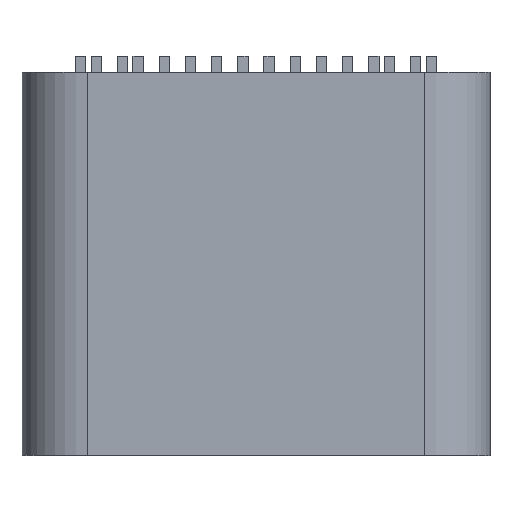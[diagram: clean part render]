
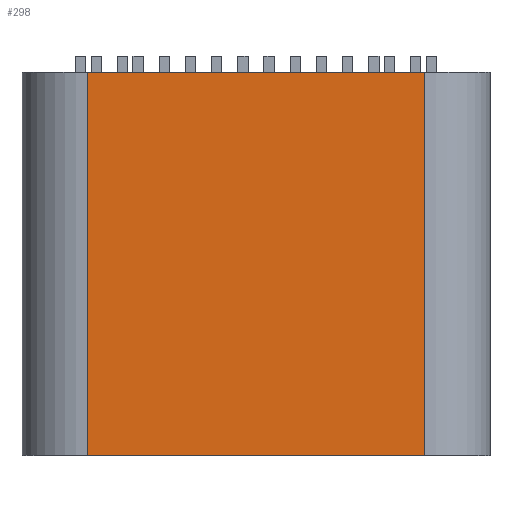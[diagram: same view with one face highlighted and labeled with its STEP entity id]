
A CAD part, top view. The second image highlights one B-rep face of the part: STEP entity #298.
In plain terms, the highlighted planar face has unit normal (0, 0, 1).
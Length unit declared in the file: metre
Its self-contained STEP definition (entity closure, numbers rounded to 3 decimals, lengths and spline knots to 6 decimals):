
#298 = ADVANCED_FACE( '', ( #648 ), #649, .T. );
#648 = FACE_OUTER_BOUND( '', #1171, .T. );
#649 = PLANE( '', #1172 );
#1171 = EDGE_LOOP( '', ( #2196, #2197, #2198, #2199 ) );
#1172 = AXIS2_PLACEMENT_3D( '', #2200, #2201, #2202 );
#2196 = ORIENTED_EDGE( '', *, *, #3009, .F. );
#2197 = ORIENTED_EDGE( '', *, *, #3025, .F. );
#2198 = ORIENTED_EDGE( '', *, *, #3026, .T. );
#2199 = ORIENTED_EDGE( '', *, *, #3027, .T. );
#2200 = CARTESIAN_POINT( '', ( 0., -0.00496, 0.00325 ) );
#2201 = DIRECTION( '', ( 0., 0., 1. ) );
#2202 = DIRECTION( '', ( 1., 0., 0. ) );
#3009 = EDGE_CURVE( '', #3701, #3703, #3704, .T. );
#3025 = EDGE_CURVE( '', #3721, #3701, #3722, .T. );
#3026 = EDGE_CURVE( '', #3721, #3723, #3724, .T. );
#3027 = EDGE_CURVE( '', #3723, #3703, #3725, .T. );
#3701 = VERTEX_POINT( '', #4699 );
#3703 = VERTEX_POINT( '', #4701 );
#3704 = LINE( '', #4702, #4703 );
#3721 = VERTEX_POINT( '', #4734 );
#3722 = LINE( '', #4735, #4736 );
#3723 = VERTEX_POINT( '', #4737 );
#3724 = LINE( '', #4738, #4739 );
#3725 = LINE( '', #4740, #4741 );
#4699 = CARTESIAN_POINT( '', ( -0.00322, 0.00236, 0.00325 ) );
#4701 = CARTESIAN_POINT( '', ( 0.00322, 0.00236, 0.00325 ) );
#4702 = CARTESIAN_POINT( '', ( 0., 0.00236, 0.00325 ) );
#4703 = VECTOR( '', #5242, 1. );
#4734 = CARTESIAN_POINT( '', ( -0.00322, -0.00496, 0.00325 ) );
#4735 = CARTESIAN_POINT( '', ( -0.00322, -0.00496, 0.00325 ) );
#4736 = VECTOR( '', #5255, 1. );
#4737 = CARTESIAN_POINT( '', ( 0.00322, -0.00496, 0.00325 ) );
#4738 = CARTESIAN_POINT( '', ( 0., -0.00496, 0.00325 ) );
#4739 = VECTOR( '', #5256, 1. );
#4740 = CARTESIAN_POINT( '', ( 0.00322, -0.00496, 0.00325 ) );
#4741 = VECTOR( '', #5257, 1. );
#5242 = DIRECTION( '', ( 1., 0., 0. ) );
#5255 = DIRECTION( '', ( 0., 1., 0. ) );
#5256 = DIRECTION( '', ( 1., 0., 0. ) );
#5257 = DIRECTION( '', ( 0., 1., 0. ) );
